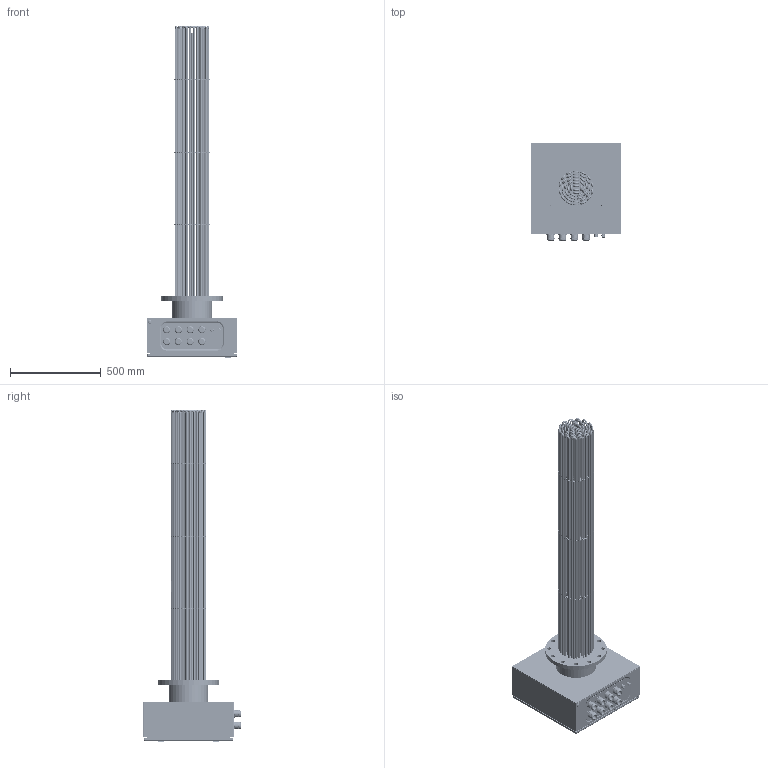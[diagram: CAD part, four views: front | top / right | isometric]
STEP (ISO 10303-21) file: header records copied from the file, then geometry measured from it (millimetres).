
FILE_DESCRIPTION (( 'STEP AP214' ), '1' );
FILE_NAME ('180035 - SSFHK 320 kW DN200 ET 1500 STEP.STEP', '2021-06-08T07:38:41', ( '' ), ( '' ), 'SwSTEP 2.0', 'SolidWorks 2021', '' );
FILE_SCHEMA (( 'AUTOMOTIVE_DESIGN' ));
Length unit declared in the file: millimetre
Products named in the file (24): Fühlerschutzrohre^SSFHK_DN200 - 1500 mm; Distanzscheiben^SSFHK_DN200 - 48 RHK; KV M40 WT MS^Kabelverschraubung_SSFHK; FSR STB^Fühlerschutzrohre_SSFHK; VM^SSFHK_DN200 - 48 RHK - 1500mm; Kühlstrecke^SSFHK_DN200; AK 500x500x210^Anschlusskasten_SSFHK; KV M16 WT MS^Kabelverschraubung_SSFHK; WB 10er^Fühlerschutzrohre_SSFHK; RHK^Rohrheizkörper_SSFHK_ET 1500; Anschlusskastenplatte^SSFHK_500; SCHLOSS 2 500^AK 500x500x210_Anschlusskasten_SSFHK; Rohrheizkörper^SSFHK_DN200 - 48 RHK - 1500 mm; DECEKL 500^AK 500x500x210_Anschlusskasten_SSFHK; 180035 - SSFHK 320 kW DN200 ET 1500 STEP; Messingbrücken^SSFHK_TYP I - DN200 - 48 RHK; KV M20 WT MS^Kabelverschraubung_SSFHK; BODY 500^AK 500x500x210_Anschlusskasten_SSFHK; SCHLOSS 1 500^AK 500x500x210_Anschlusskasten_SSFHK; STB TF^Fühlerschutzrohre_SSFHK_1500 mm; BODENPALTTE 500^AK 500x500x210_Anschlusskasten_SSFHK; Flansch^SSFHK_DN200 - 48 RHK; Kabelverschraubung^SSFHK_8xM40+M20+M16; Anschlusskasten^SSFHK_500x500x210
Assembly tree (79 placements, depth 4):
  180035 - SSFHK 320 kW DN200 ET 1500 STEP
    Flansch^SSFHK_DN200 - 48 RHK
    Rohrheizkörper^SSFHK_DN200 - 48 RHK - 1500 mm
      RHK^Rohrheizkörper_SSFHK_ET 1500  x48
    Distanzscheiben^SSFHK_DN200 - 48 RHK  x3
    Kühlstrecke^SSFHK_DN200
    Anschlusskastenplatte^SSFHK_500
    Fühlerschutzrohre^SSFHK_DN200 - 1500 mm
      FSR STB^Fühlerschutzrohre_SSFHK
      STB TF^Fühlerschutzrohre_SSFHK_1500 mm
      WB 10er^Fühlerschutzrohre_SSFHK
    Anschlusskasten^SSFHK_500x500x210
      AK 500x500x210^Anschlusskasten_SSFHK
        BODY 500^AK 500x500x210_Anschlusskasten_SSFHK
        DECEKL 500^AK 500x500x210_Anschlusskasten_SSFHK
        SCHLOSS 1 500^AK 500x500x210_Anschlusskasten_SSFHK
        SCHLOSS 2 500^AK 500x500x210_Anschlusskasten_SSFHK
        BODENPALTTE 500^AK 500x500x210_Anschlusskasten_SSFHK
    Kabelverschraubung^SSFHK_8xM40+M20+M16
      KV M16 WT MS^Kabelverschraubung_SSFHK
      KV M20 WT MS^Kabelverschraubung_SSFHK
      KV M40 WT MS^Kabelverschraubung_SSFHK  x8
    Messingbrücken^SSFHK_TYP I - DN200 - 48 RHK
    VM^SSFHK_DN200 - 48 RHK - 1500mm
Bounding box: 500 x 538.43 x 1834 mm (x, y, z)
Volume: 9141319.5 mm3; surface area: 11580827.4 mm2
Topology: 108 solids, 108 shells, 11193 faces, 31603 edges, 20700 vertices
Faces by surface type: cylinder 7935, plane 2577, torus 406, cone 184, bspline 91
Entity records: 172040 total; most frequent: CARTESIAN_POINT 32907, DIRECTION 28303, ORIENTED_EDGE 25810, EDGE_CURVE 12905, AXIS2_PLACEMENT_3D 11178, VERTEX_POINT 8476, CIRCLE 6558, VECTOR 5947
